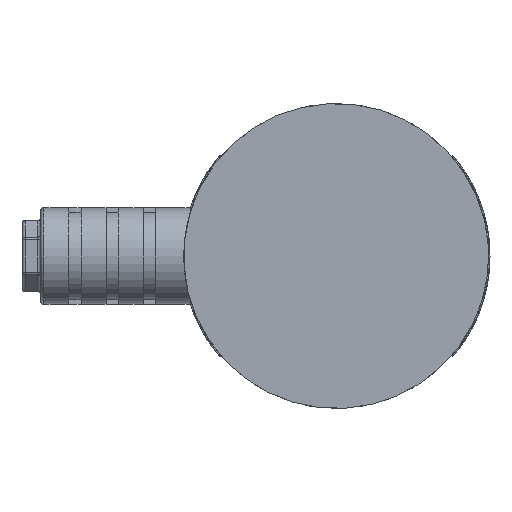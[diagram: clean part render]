
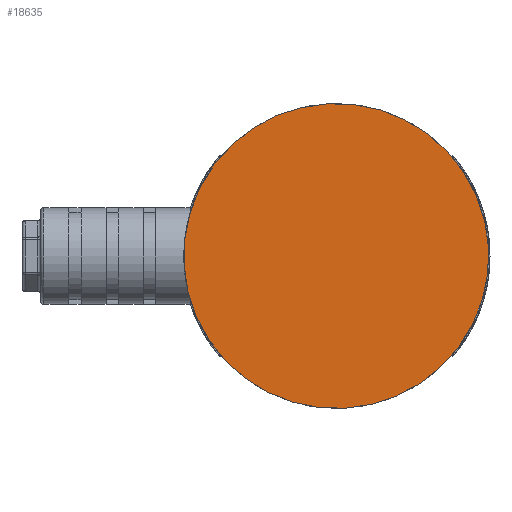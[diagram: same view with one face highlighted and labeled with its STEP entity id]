
A CAD part, left-side view. The second image highlights one B-rep face of the part: STEP entity #18635.
In plain terms, the highlighted planar face has unit normal (-1, 0, 0).
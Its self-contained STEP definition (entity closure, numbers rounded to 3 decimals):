
#31 = DIRECTION ( 'NONE',  ( -1., 0., 0. ) ) ;
#2177 = CARTESIAN_POINT ( 'NONE',  ( -80., 0., 0. ) ) ;
#2326 = DIRECTION ( 'NONE',  ( 0., 0.549, 0.836 ) ) ;
#3332 = EDGE_LOOP ( 'NONE', ( #4425, #5989 ) ) ;
#4425 = ORIENTED_EDGE ( 'NONE', *, *, #20495, .F. ) ;
#5660 = AXIS2_PLACEMENT_3D ( 'NONE', #18850, #9961, #16273 ) ;
#5989 = ORIENTED_EDGE ( 'NONE', *, *, #14763, .F. ) ;
#6091 = CARTESIAN_POINT ( 'NONE',  ( -80., -13.462, -20.47 ) ) ;
#9961 = DIRECTION ( 'NONE',  ( 1., 0., 0. ) ) ;
#10057 = AXIS2_PLACEMENT_3D ( 'NONE', #2177, #31, #2326 ) ;
#10518 = VERTEX_POINT ( 'NONE', #6091 ) ;
#12134 = CIRCLE ( 'NONE', #5660, 24.5 ) ;
#13835 = DIRECTION ( 'NONE',  ( 1., 0., 0. ) ) ;
#13881 = FACE_OUTER_BOUND ( 'NONE', #3332, .T. ) ;
#14763 = EDGE_CURVE ( 'NONE', #25151, #10518, #16047, .T. ) ;
#16047 = CIRCLE ( 'NONE', #16510, 24.5 ) ;
#16273 = DIRECTION ( 'NONE',  ( 0., -0.549, -0.836 ) ) ;
#16510 = AXIS2_PLACEMENT_3D ( 'NONE', #18868, #13835, #18279 ) ;
#18279 = DIRECTION ( 'NONE',  ( 0., -0.549, -0.836 ) ) ;
#18635 = ADVANCED_FACE ( 'NONE', ( #13881 ), #23238, .T. ) ;
#18850 = CARTESIAN_POINT ( 'NONE',  ( -80., 0., 0. ) ) ;
#18868 = CARTESIAN_POINT ( 'NONE',  ( -80., 0., 0. ) ) ;
#20495 = EDGE_CURVE ( 'NONE', #10518, #25151, #12134, .T. ) ;
#23238 = PLANE ( 'NONE',  #10057 ) ;
#25151 = VERTEX_POINT ( 'NONE', #29694 ) ;
#29694 = CARTESIAN_POINT ( 'NONE',  ( -80., 13.462, 20.47 ) ) ;
